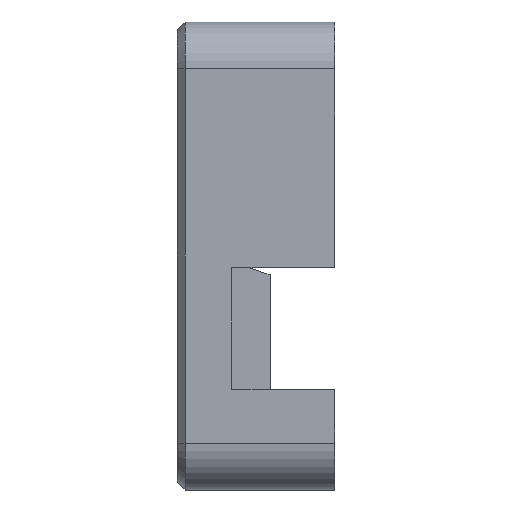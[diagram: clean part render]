
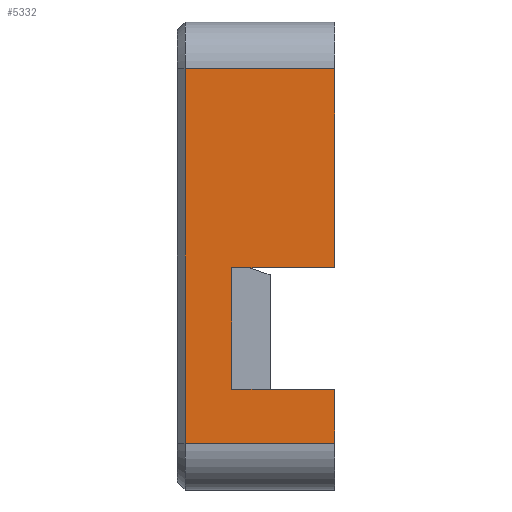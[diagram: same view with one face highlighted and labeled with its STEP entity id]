
A CAD part, left-side view. The second image highlights one B-rep face of the part: STEP entity #5332.
In plain terms, the highlighted planar face has unit normal (-1, 0, 0).
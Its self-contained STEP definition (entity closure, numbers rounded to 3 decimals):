
#1497 = PLANE('',#1498);
#1498 = AXIS2_PLACEMENT_3D('',#1499,#1500,#1501);
#1499 = CARTESIAN_POINT('',(-45.,0.,-17.1));
#1500 = DIRECTION('',(0.,0.,-1.));
#1501 = DIRECTION('',(0.,-1.,0.));
#1525 = PLANE('',#1526);
#1526 = AXIS2_PLACEMENT_3D('',#1527,#1528,#1529);
#1527 = CARTESIAN_POINT('',(-45.,13.2,-17.1));
#1528 = DIRECTION('',(0.,1.,0.));
#1529 = DIRECTION('',(0.,0.,-1.));
#1785 = PLANE('',#1786);
#1786 = AXIS2_PLACEMENT_3D('',#1787,#1788,#1789);
#1787 = CARTESIAN_POINT('',(-45.,13.2,-1.5));
#1788 = DIRECTION('',(0.,0.,1.));
#1789 = DIRECTION('',(0.,1.,0.));
#2835 = CYLINDRICAL_SURFACE('',#2836,6.);
#2836 = AXIS2_PLACEMENT_3D('',#2837,#2838,#2839);
#2837 = CARTESIAN_POINT('',(-39.,0.,-24.));
#2838 = DIRECTION('',(0.,-1.,0.));
#2839 = DIRECTION('',(1.,0.,0.));
#2917 = PLANE('',#2918);
#2918 = AXIS2_PLACEMENT_3D('',#2919,#2920,#2921);
#2919 = CARTESIAN_POINT('',(0.,0.,
    0.));
#2920 = DIRECTION('',(0.,1.,0.));
#2921 = DIRECTION('',(0.,0.,1.));
#3564 = EDGE_CURVE('',#3565,#3567,#3569,.T.);
#3565 = VERTEX_POINT('',#3566);
#3566 = CARTESIAN_POINT('',(-45.,13.2,-17.1));
#3567 = VERTEX_POINT('',#3568);
#3568 = CARTESIAN_POINT('',(-45.,13.2,-1.5));
#3569 = SURFACE_CURVE('',#3570,(#3574,#3581),.PCURVE_S1.);
#3570 = LINE('',#3571,#3572);
#3571 = CARTESIAN_POINT('',(-45.,13.2,-17.1));
#3572 = VECTOR('',#3573,1.);
#3573 = DIRECTION('',(0.,0.,1.));
#3574 = PCURVE('',#1525,#3575);
#3575 = DEFINITIONAL_REPRESENTATION('',(#3576),#3580);
#3576 = LINE('',#3577,#3578);
#3577 = CARTESIAN_POINT('',(0.,0.));
#3578 = VECTOR('',#3579,1.);
#3579 = DIRECTION('',(-1.,0.));
#3580 = ( GEOMETRIC_REPRESENTATION_CONTEXT(2) 
PARAMETRIC_REPRESENTATION_CONTEXT() REPRESENTATION_CONTEXT('2D SPACE',''
  ) );
#3581 = PCURVE('',#3582,#3587);
#3582 = PLANE('',#3583);
#3583 = AXIS2_PLACEMENT_3D('',#3584,#3585,#3586);
#3584 = CARTESIAN_POINT('',(-45.,0.,24.));
#3585 = DIRECTION('',(-1.,0.,0.));
#3586 = DIRECTION('',(0.,0.,-1.));
#3587 = DEFINITIONAL_REPRESENTATION('',(#3588),#3592);
#3588 = LINE('',#3589,#3590);
#3589 = CARTESIAN_POINT('',(41.1,-13.2));
#3590 = VECTOR('',#3591,1.);
#3591 = DIRECTION('',(-1.,0.));
#3592 = ( GEOMETRIC_REPRESENTATION_CONTEXT(2) 
PARAMETRIC_REPRESENTATION_CONTEXT() REPRESENTATION_CONTEXT('2D SPACE',''
  ) );
#3839 = EDGE_CURVE('',#3840,#3565,#3842,.T.);
#3840 = VERTEX_POINT('',#3841);
#3841 = CARTESIAN_POINT('',(-45.,0.,-17.1));
#3842 = SURFACE_CURVE('',#3843,(#3847,#3854),.PCURVE_S1.);
#3843 = LINE('',#3844,#3845);
#3844 = CARTESIAN_POINT('',(-45.,0.,-17.1));
#3845 = VECTOR('',#3846,1.);
#3846 = DIRECTION('',(0.,1.,0.));
#3847 = PCURVE('',#1497,#3848);
#3848 = DEFINITIONAL_REPRESENTATION('',(#3849),#3853);
#3849 = LINE('',#3850,#3851);
#3850 = CARTESIAN_POINT('',(0.,0.));
#3851 = VECTOR('',#3852,1.);
#3852 = DIRECTION('',(-1.,0.));
#3853 = ( GEOMETRIC_REPRESENTATION_CONTEXT(2) 
PARAMETRIC_REPRESENTATION_CONTEXT() REPRESENTATION_CONTEXT('2D SPACE',''
  ) );
#3854 = PCURVE('',#3582,#3855);
#3855 = DEFINITIONAL_REPRESENTATION('',(#3856),#3860);
#3856 = LINE('',#3857,#3858);
#3857 = CARTESIAN_POINT('',(41.1,0.));
#3858 = VECTOR('',#3859,1.);
#3859 = DIRECTION('',(0.,-1.));
#3860 = ( GEOMETRIC_REPRESENTATION_CONTEXT(2) 
PARAMETRIC_REPRESENTATION_CONTEXT() REPRESENTATION_CONTEXT('2D SPACE',''
  ) );
#4192 = EDGE_CURVE('',#3567,#4193,#4195,.T.);
#4193 = VERTEX_POINT('',#4194);
#4194 = CARTESIAN_POINT('',(-45.,0.,-1.5));
#4195 = SURFACE_CURVE('',#4196,(#4200,#4207),.PCURVE_S1.);
#4196 = LINE('',#4197,#4198);
#4197 = CARTESIAN_POINT('',(-45.,13.2,-1.5));
#4198 = VECTOR('',#4199,1.);
#4199 = DIRECTION('',(0.,-1.,0.));
#4200 = PCURVE('',#1785,#4201);
#4201 = DEFINITIONAL_REPRESENTATION('',(#4202),#4206);
#4202 = LINE('',#4203,#4204);
#4203 = CARTESIAN_POINT('',(0.,-0.));
#4204 = VECTOR('',#4205,1.);
#4205 = DIRECTION('',(-1.,0.));
#4206 = ( GEOMETRIC_REPRESENTATION_CONTEXT(2) 
PARAMETRIC_REPRESENTATION_CONTEXT() REPRESENTATION_CONTEXT('2D SPACE',''
  ) );
#4207 = PCURVE('',#3582,#4208);
#4208 = DEFINITIONAL_REPRESENTATION('',(#4209),#4213);
#4209 = LINE('',#4210,#4211);
#4210 = CARTESIAN_POINT('',(25.5,-13.2));
#4211 = VECTOR('',#4212,1.);
#4212 = DIRECTION('',(0.,1.));
#4213 = ( GEOMETRIC_REPRESENTATION_CONTEXT(2) 
PARAMETRIC_REPRESENTATION_CONTEXT() REPRESENTATION_CONTEXT('2D SPACE',''
  ) );
#4255 = PLANE('',#4256);
#4256 = AXIS2_PLACEMENT_3D('',#4257,#4258,#4259);
#4257 = CARTESIAN_POINT('',(0.,0.,
    0.));
#4258 = DIRECTION('',(0.,1.,0.));
#4259 = DIRECTION('',(0.,0.,1.));
#4691 = EDGE_CURVE('',#4692,#4694,#4696,.T.);
#4692 = VERTEX_POINT('',#4693);
#4693 = CARTESIAN_POINT('',(-45.,0.,-24.));
#4694 = VERTEX_POINT('',#4695);
#4695 = CARTESIAN_POINT('',(-45.,19.2,-24.));
#4696 = SURFACE_CURVE('',#4697,(#4701,#4708),.PCURVE_S1.);
#4697 = LINE('',#4698,#4699);
#4698 = CARTESIAN_POINT('',(-45.,0.,-24.));
#4699 = VECTOR('',#4700,1.);
#4700 = DIRECTION('',(0.,1.,0.));
#4701 = PCURVE('',#2835,#4702);
#4702 = DEFINITIONAL_REPRESENTATION('',(#4703),#4707);
#4703 = LINE('',#4704,#4705);
#4704 = CARTESIAN_POINT('',(3.142,0.));
#4705 = VECTOR('',#4706,1.);
#4706 = DIRECTION('',(0.,-1.));
#4707 = ( GEOMETRIC_REPRESENTATION_CONTEXT(2) 
PARAMETRIC_REPRESENTATION_CONTEXT() REPRESENTATION_CONTEXT('2D SPACE',''
  ) );
#4708 = PCURVE('',#3582,#4709);
#4709 = DEFINITIONAL_REPRESENTATION('',(#4710),#4714);
#4710 = LINE('',#4711,#4712);
#4711 = CARTESIAN_POINT('',(48.,0.));
#4712 = VECTOR('',#4713,1.);
#4713 = DIRECTION('',(0.,-1.));
#4714 = ( GEOMETRIC_REPRESENTATION_CONTEXT(2) 
PARAMETRIC_REPRESENTATION_CONTEXT() REPRESENTATION_CONTEXT('2D SPACE',''
  ) );
#4854 = EDGE_CURVE('',#3840,#4692,#4855,.T.);
#4855 = SURFACE_CURVE('',#4856,(#4860,#4867),.PCURVE_S1.);
#4856 = LINE('',#4857,#4858);
#4857 = CARTESIAN_POINT('',(-45.,0.,24.));
#4858 = VECTOR('',#4859,1.);
#4859 = DIRECTION('',(0.,0.,-1.));
#4860 = PCURVE('',#2917,#4861);
#4861 = DEFINITIONAL_REPRESENTATION('',(#4862),#4866);
#4862 = LINE('',#4863,#4864);
#4863 = CARTESIAN_POINT('',(24.,-45.));
#4864 = VECTOR('',#4865,1.);
#4865 = DIRECTION('',(-1.,0.));
#4866 = ( GEOMETRIC_REPRESENTATION_CONTEXT(2) 
PARAMETRIC_REPRESENTATION_CONTEXT() REPRESENTATION_CONTEXT('2D SPACE',''
  ) );
#4867 = PCURVE('',#3582,#4868);
#4868 = DEFINITIONAL_REPRESENTATION('',(#4869),#4873);
#4869 = LINE('',#4870,#4871);
#4870 = CARTESIAN_POINT('',(0.,0.));
#4871 = VECTOR('',#4872,1.);
#4872 = DIRECTION('',(1.,0.));
#4873 = ( GEOMETRIC_REPRESENTATION_CONTEXT(2) 
PARAMETRIC_REPRESENTATION_CONTEXT() REPRESENTATION_CONTEXT('2D SPACE',''
  ) );
#5332 = ADVANCED_FACE('',(#5333),#3582,.T.);
#5333 = FACE_BOUND('',#5334,.T.);
#5334 = EDGE_LOOP('',(#5335,#5365,#5391,#5392,#5393,#5394,#5395,#5396));
#5335 = ORIENTED_EDGE('',*,*,#5336,.T.);
#5336 = EDGE_CURVE('',#5337,#5339,#5341,.T.);
#5337 = VERTEX_POINT('',#5338);
#5338 = CARTESIAN_POINT('',(-45.,0.,24.));
#5339 = VERTEX_POINT('',#5340);
#5340 = CARTESIAN_POINT('',(-45.,19.2,24.));
#5341 = SURFACE_CURVE('',#5342,(#5346,#5353),.PCURVE_S1.);
#5342 = LINE('',#5343,#5344);
#5343 = CARTESIAN_POINT('',(-45.,0.,24.));
#5344 = VECTOR('',#5345,1.);
#5345 = DIRECTION('',(0.,1.,0.));
#5346 = PCURVE('',#3582,#5347);
#5347 = DEFINITIONAL_REPRESENTATION('',(#5348),#5352);
#5348 = LINE('',#5349,#5350);
#5349 = CARTESIAN_POINT('',(0.,0.));
#5350 = VECTOR('',#5351,1.);
#5351 = DIRECTION('',(0.,-1.));
#5352 = ( GEOMETRIC_REPRESENTATION_CONTEXT(2) 
PARAMETRIC_REPRESENTATION_CONTEXT() REPRESENTATION_CONTEXT('2D SPACE',''
  ) );
#5353 = PCURVE('',#5354,#5359);
#5354 = CYLINDRICAL_SURFACE('',#5355,6.);
#5355 = AXIS2_PLACEMENT_3D('',#5356,#5357,#5358);
#5356 = CARTESIAN_POINT('',(-39.,0.,24.));
#5357 = DIRECTION('',(0.,-1.,0.));
#5358 = DIRECTION('',(1.,0.,0.));
#5359 = DEFINITIONAL_REPRESENTATION('',(#5360),#5364);
#5360 = LINE('',#5361,#5362);
#5361 = CARTESIAN_POINT('',(3.142,0.));
#5362 = VECTOR('',#5363,1.);
#5363 = DIRECTION('',(0.,-1.));
#5364 = ( GEOMETRIC_REPRESENTATION_CONTEXT(2) 
PARAMETRIC_REPRESENTATION_CONTEXT() REPRESENTATION_CONTEXT('2D SPACE',''
  ) );
#5365 = ORIENTED_EDGE('',*,*,#5366,.T.);
#5366 = EDGE_CURVE('',#5339,#4694,#5367,.T.);
#5367 = SURFACE_CURVE('',#5368,(#5372,#5379),.PCURVE_S1.);
#5368 = LINE('',#5369,#5370);
#5369 = CARTESIAN_POINT('',(-45.,19.2,24.));
#5370 = VECTOR('',#5371,1.);
#5371 = DIRECTION('',(0.,0.,-1.));
#5372 = PCURVE('',#3582,#5373);
#5373 = DEFINITIONAL_REPRESENTATION('',(#5374),#5378);
#5374 = LINE('',#5375,#5376);
#5375 = CARTESIAN_POINT('',(0.,-19.2));
#5376 = VECTOR('',#5377,1.);
#5377 = DIRECTION('',(1.,0.));
#5378 = ( GEOMETRIC_REPRESENTATION_CONTEXT(2) 
PARAMETRIC_REPRESENTATION_CONTEXT() REPRESENTATION_CONTEXT('2D SPACE',''
  ) );
#5379 = PCURVE('',#5380,#5385);
#5380 = PLANE('',#5381);
#5381 = AXIS2_PLACEMENT_3D('',#5382,#5383,#5384);
#5382 = CARTESIAN_POINT('',(-44.5,19.7,24.));
#5383 = DIRECTION('',(-0.707,0.707,0.
    ));
#5384 = DIRECTION('',(0.,0.,1.));
#5385 = DEFINITIONAL_REPRESENTATION('',(#5386),#5390);
#5386 = LINE('',#5387,#5388);
#5387 = CARTESIAN_POINT('',(0.,-0.707));
#5388 = VECTOR('',#5389,1.);
#5389 = DIRECTION('',(-1.,0.));
#5390 = ( GEOMETRIC_REPRESENTATION_CONTEXT(2) 
PARAMETRIC_REPRESENTATION_CONTEXT() REPRESENTATION_CONTEXT('2D SPACE',''
  ) );
#5391 = ORIENTED_EDGE('',*,*,#4691,.F.);
#5392 = ORIENTED_EDGE('',*,*,#4854,.F.);
#5393 = ORIENTED_EDGE('',*,*,#3839,.T.);
#5394 = ORIENTED_EDGE('',*,*,#3564,.T.);
#5395 = ORIENTED_EDGE('',*,*,#4192,.T.);
#5396 = ORIENTED_EDGE('',*,*,#5397,.F.);
#5397 = EDGE_CURVE('',#5337,#4193,#5398,.T.);
#5398 = SURFACE_CURVE('',#5399,(#5403,#5410),.PCURVE_S1.);
#5399 = LINE('',#5400,#5401);
#5400 = CARTESIAN_POINT('',(-45.,0.,24.));
#5401 = VECTOR('',#5402,1.);
#5402 = DIRECTION('',(0.,0.,-1.));
#5403 = PCURVE('',#3582,#5404);
#5404 = DEFINITIONAL_REPRESENTATION('',(#5405),#5409);
#5405 = LINE('',#5406,#5407);
#5406 = CARTESIAN_POINT('',(0.,0.));
#5407 = VECTOR('',#5408,1.);
#5408 = DIRECTION('',(1.,0.));
#5409 = ( GEOMETRIC_REPRESENTATION_CONTEXT(2) 
PARAMETRIC_REPRESENTATION_CONTEXT() REPRESENTATION_CONTEXT('2D SPACE',''
  ) );
#5410 = PCURVE('',#4255,#5411);
#5411 = DEFINITIONAL_REPRESENTATION('',(#5412),#5416);
#5412 = LINE('',#5413,#5414);
#5413 = CARTESIAN_POINT('',(24.,-45.));
#5414 = VECTOR('',#5415,1.);
#5415 = DIRECTION('',(-1.,0.));
#5416 = ( GEOMETRIC_REPRESENTATION_CONTEXT(2) 
PARAMETRIC_REPRESENTATION_CONTEXT() REPRESENTATION_CONTEXT('2D SPACE',''
  ) );
